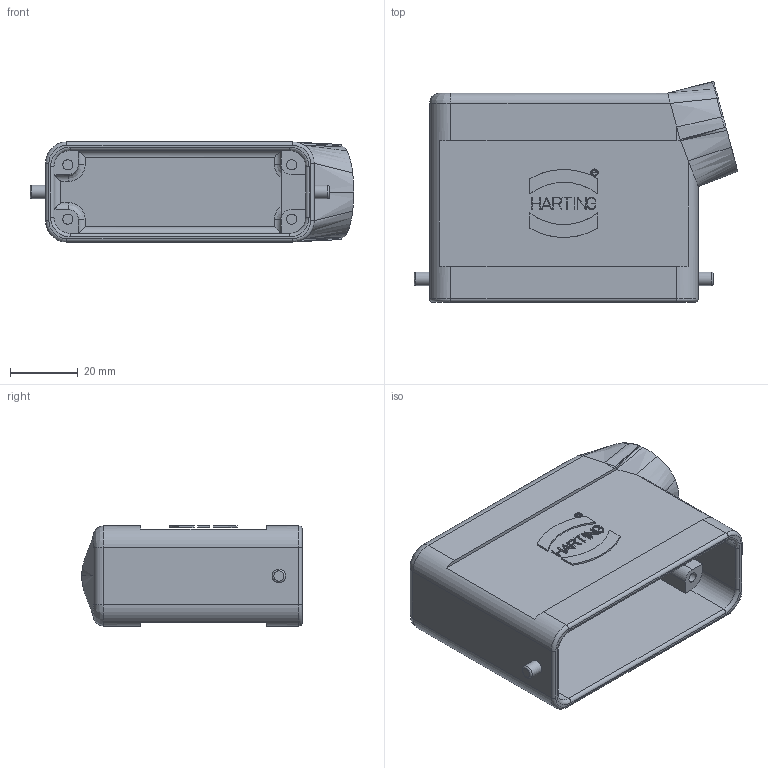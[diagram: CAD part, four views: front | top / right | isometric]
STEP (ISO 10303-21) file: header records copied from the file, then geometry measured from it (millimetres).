
FILE_DESCRIPTION(/* description */ (''),/* implementation_level */ '2;1');
FILE_NAME(/* name */ '100094851ugm000_c.stp',/* time_stamp */ '2017-12-08T10:31:05+01:00',/* author */ (''),/* organization */ (''),/* preprocessor_version */ 'ST-DEVELOPER v16',/* originating_system */ 'SIEMENS PLM Software NX 10.0',/* authorisation */ '');
FILE_SCHEMA (('AUTOMOTIVE_DESIGN { 1 0 10303 214 3 1 1 1 }'));
Length unit declared in the file: millimetre
Products named in the file (1): 100094851ugm000_c
Bounding box: 95.39 x 65.01 x 29.5 mm (x, y, z)
Volume: 38707.3 mm3; surface area: 30767.6 mm2
Topology: 12 solids, 12 shells, 240 faces, 568 edges, 365 vertices
Faces by surface type: plane 144, cylinder 56, bspline 40
Full cylindrical faces by diameter (mm): 1.9 x1, 2.1 x1, 3 x4, 4 x2, 16 x1, 20 x1
Entity records: 7725 total; most frequent: CARTESIAN_POINT 2291, ORIENTED_EDGE 1110, DIRECTION 1010, EDGE_CURVE 555, LINE 378, VECTOR 378, VERTEX_POINT 359, AXIS2_PLACEMENT_3D 316
